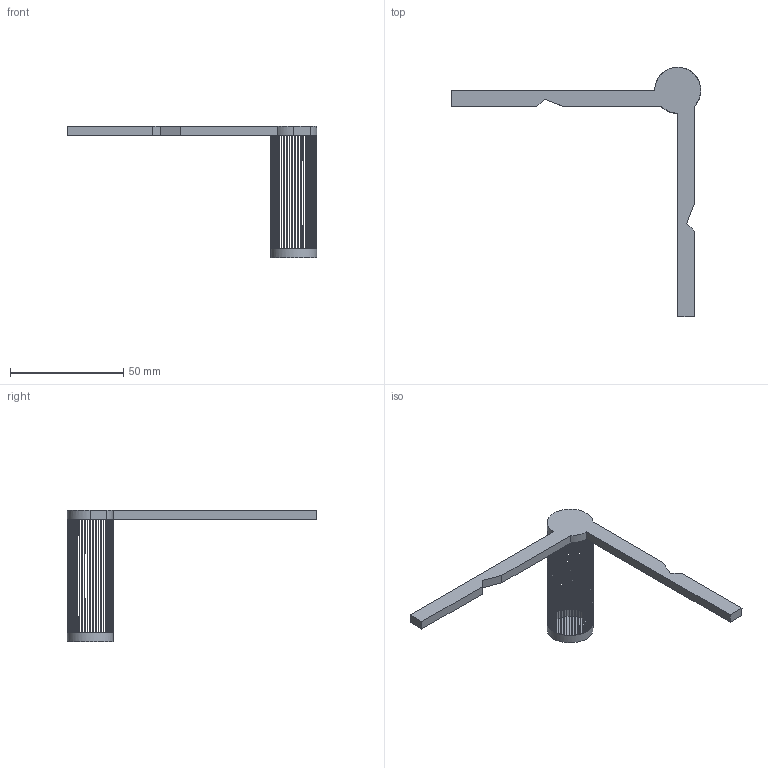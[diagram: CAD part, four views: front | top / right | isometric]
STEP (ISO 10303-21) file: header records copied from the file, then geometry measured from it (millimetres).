
FILE_DESCRIPTION(/* description */ (''),/* implementation_level */ '2;1');
FILE_NAME(/* name */ 'cerculer hoperbloid auto full rotate.step',/* time_stamp */ '2024-05-04T12:43:32+10:00',/* author */ (''),/* organization */ (''),/* preprocessor_version */ 'ST-DEVELOPER v20',/* originating_system */ 'Autodesk Translation Framework v12.20.1.177',/* authorisation */ '');
FILE_SCHEMA (('AUTOMOTIVE_DESIGN { 1 0 10303 214 3 1 1 }'));
Length unit declared in the file: millimetre
Products named in the file (1): Configuration 6
Bounding box: 110.14 x 110.14 x 58 mm (x, y, z)
Volume: 7944.4 mm3; surface area: 8215.3 mm2
Topology: 1 solids, 1 shells, 69 faces, 369 edges, 217 vertices
Faces by surface type: cylinder 53, plane 16
Full cylindrical faces by diameter (mm): 0.3 x50, 20.28 x1
Entity records: 3916 total; most frequent: DIRECTION 789, ORIENTED_EDGE 738, CARTESIAN_POINT 656, EDGE_CURVE 369, AXIS2_PLACEMENT_3D 350, CIRCLE 280, VERTEX_POINT 217, LINE 89
